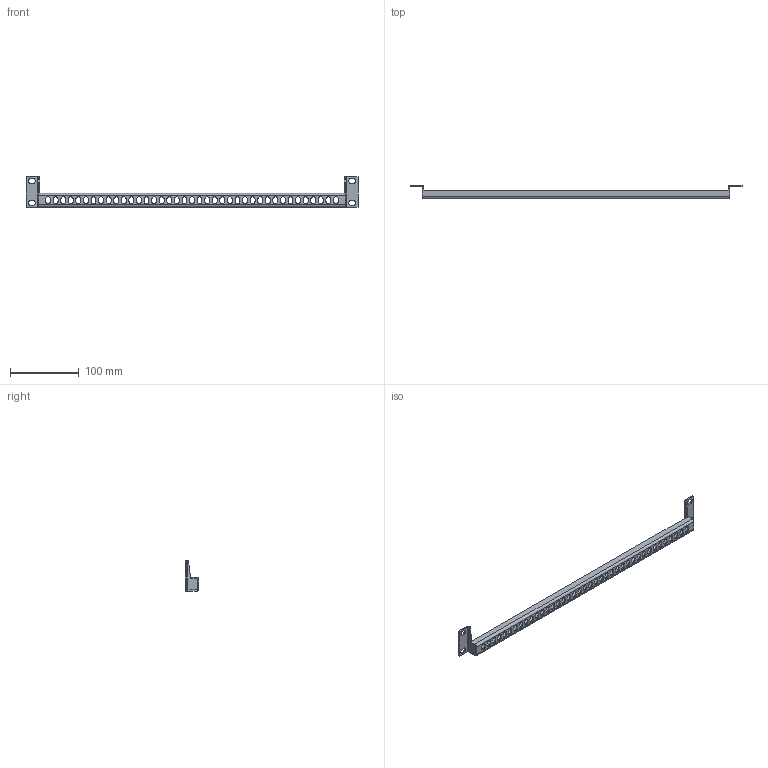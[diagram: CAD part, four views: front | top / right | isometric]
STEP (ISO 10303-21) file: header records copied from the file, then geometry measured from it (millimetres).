
FILE_DESCRIPTION (( 'STEP AP214' ), '1' );
FILE_NAME ('DOVODI07_vodilo_kablov_1HE_horizontalno.STEP', '2020-03-25T22:13:27', ( '' ), ( '' ), 'SwSTEP 2.0', 'SolidWorks 2018', '' );
FILE_SCHEMA (( 'AUTOMOTIVE_DESIGN' ));
Length unit declared in the file: millimetre
Products named in the file (4): DOVODI07_VKAS_U_V1; DOVODI07_vodilo_kablov_1HE_horizontalno; DOVODI07_VKAS_LUL_V1_MirrorDefault; DOVODI07_VKAS_LUL_V1
Assembly tree (3 placements, depth 2):
  DOVODI07_vodilo_kablov_1HE_horizontalno
    DOVODI07_VKAS_U_V1
    DOVODI07_VKAS_LUL_V1
    DOVODI07_VKAS_LUL_V1_MirrorDefault
Bounding box: 482 x 20 x 44.05 mm (x, y, z)
Volume: 33503.4 mm3; surface area: 38459.6 mm2
Topology: 3 solids, 3 shells, 236 faces, 658 edges, 428 vertices
Faces by surface type: plane 142, cylinder 94
Entity records: 7880 total; most frequent: DIRECTION 1330, CARTESIAN_POINT 1328, ORIENTED_EDGE 1316, EDGE_CURVE 658, VECTOR 470, LINE 470, AXIS2_PLACEMENT_3D 430, VERTEX_POINT 428
